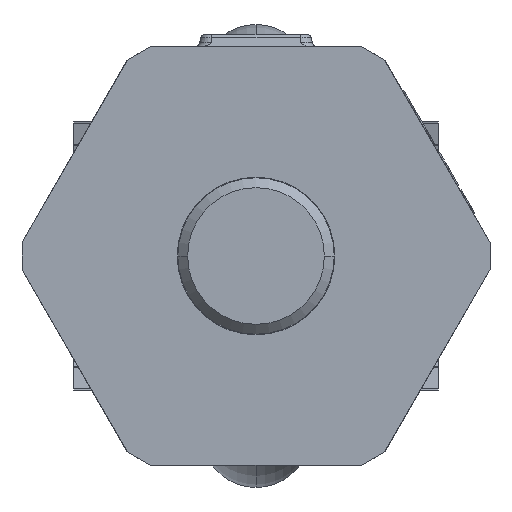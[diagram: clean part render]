
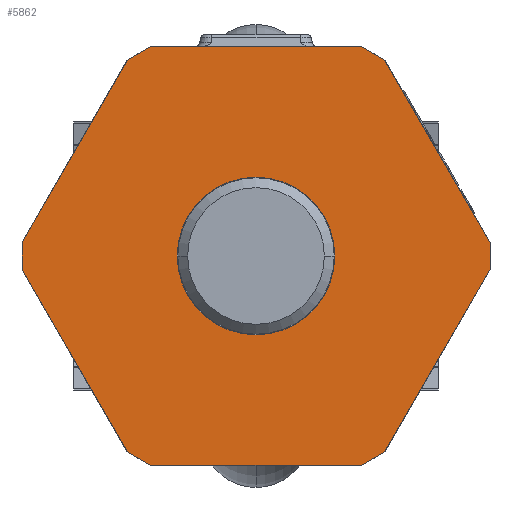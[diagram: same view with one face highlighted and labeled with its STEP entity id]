
A CAD part, front view. The second image highlights one B-rep face of the part: STEP entity #5862.
In plain terms, the highlighted face is planar.
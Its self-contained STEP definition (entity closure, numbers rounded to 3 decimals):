
#1=DIRECTION('',(0.,-1.,0.));
#2=VECTOR('',#1,5.455);
#3=CARTESIAN_POINT('',(-47.5,2.728,0.));
#4=LINE('',#3,#2);
#5=DIRECTION('',(0.5,-0.866,0.));
#6=VECTOR('',#5,42.776);
#7=CARTESIAN_POINT('',(-47.5,-2.728,0.));
#8=LINE('',#7,#6);
#9=DIRECTION('',(0.866,-0.5,0.));
#10=VECTOR('',#9,5.455);
#11=CARTESIAN_POINT('',(-26.112,-39.772,0.));
#12=LINE('',#11,#10);
#13=DIRECTION('',(1.,0.,0.));
#14=VECTOR('',#13,42.776);
#15=CARTESIAN_POINT('',(-21.388,-42.5,0.));
#16=LINE('',#15,#14);
#17=DIRECTION('',(0.866,0.5,0.));
#18=VECTOR('',#17,5.455);
#19=CARTESIAN_POINT('',(21.388,-42.5,0.));
#20=LINE('',#19,#18);
#21=DIRECTION('',(0.5,0.866,0.));
#22=VECTOR('',#21,42.776);
#23=CARTESIAN_POINT('',(26.112,-39.772,0.));
#24=LINE('',#23,#22);
#25=DIRECTION('',(0.,1.,0.));
#26=VECTOR('',#25,5.455);
#27=CARTESIAN_POINT('',(47.5,-2.728,0.));
#28=LINE('',#27,#26);
#29=DIRECTION('',(-0.5,0.866,0.));
#30=VECTOR('',#29,42.776);
#31=CARTESIAN_POINT('',(47.5,2.728,0.));
#32=LINE('',#31,#30);
#33=DIRECTION('',(-0.866,0.5,0.));
#34=VECTOR('',#33,5.455);
#35=CARTESIAN_POINT('',(26.112,39.772,0.));
#36=LINE('',#35,#34);
#37=DIRECTION('',(-1.,0.,0.));
#38=VECTOR('',#37,42.776);
#39=CARTESIAN_POINT('',(21.388,42.5,0.));
#40=LINE('',#39,#38);
#41=DIRECTION('',(-0.866,-0.5,0.));
#42=VECTOR('',#41,5.455);
#43=CARTESIAN_POINT('',(-21.388,42.5,0.));
#44=LINE('',#43,#42);
#45=DIRECTION('',(-0.5,-0.866,0.));
#46=VECTOR('',#45,42.776);
#47=CARTESIAN_POINT('',(-26.112,39.772,0.));
#48=LINE('',#47,#46);
#49=CARTESIAN_POINT('',(0.,0.,0.));
#50=DIRECTION('',(0.,0.,1.));
#51=DIRECTION('',(0.,1.,0.));
#52=AXIS2_PLACEMENT_3D('',#49,#50,#51);
#54=CARTESIAN_POINT('',(0.,0.,0.));
#55=DIRECTION('',(0.,0.,1.));
#56=DIRECTION('',(0.,-1.,0.));
#57=AXIS2_PLACEMENT_3D('',#54,#55,#56);
#4443=CARTESIAN_POINT('',(-47.5,2.728,0.));
#4444=CARTESIAN_POINT('',(-47.5,-2.728,0.));
#4445=VERTEX_POINT('',#4443);
#4446=VERTEX_POINT('',#4444);
#4447=CARTESIAN_POINT('',(47.5,-2.728,0.));
#4448=CARTESIAN_POINT('',(47.5,2.728,0.));
#4449=VERTEX_POINT('',#4447);
#4450=VERTEX_POINT('',#4448);
#4451=CARTESIAN_POINT('',(26.112,39.772,0.));
#4452=CARTESIAN_POINT('',(21.388,42.5,0.));
#4453=VERTEX_POINT('',#4451);
#4454=VERTEX_POINT('',#4452);
#4455=CARTESIAN_POINT('',(-26.112,-39.772,0.));
#4456=CARTESIAN_POINT('',(-21.388,-42.5,0.));
#4457=VERTEX_POINT('',#4455);
#4458=VERTEX_POINT('',#4456);
#4459=CARTESIAN_POINT('',(21.388,-42.5,0.));
#4460=CARTESIAN_POINT('',(26.112,-39.772,0.));
#4461=VERTEX_POINT('',#4459);
#4462=VERTEX_POINT('',#4460);
#4463=CARTESIAN_POINT('',(-21.388,42.5,0.));
#4464=CARTESIAN_POINT('',(-26.112,39.772,0.));
#4465=VERTEX_POINT('',#4463);
#4466=VERTEX_POINT('',#4464);
#4491=CARTESIAN_POINT('',(0.,16.,0.));
#4492=CARTESIAN_POINT('',(0.,-16.,0.));
#4493=VERTEX_POINT('',#4491);
#4494=VERTEX_POINT('',#4492);
#5825=CARTESIAN_POINT('',(0.,0.,0.));
#5826=DIRECTION('',(0.,0.,1.));
#5827=DIRECTION('',(1.,0.,0.));
#5828=AXIS2_PLACEMENT_3D('',#5825,#5826,#5827);
#5829=PLANE('',#5828);
#5831=ORIENTED_EDGE('',*,*,#5830,.T.);
#5833=ORIENTED_EDGE('',*,*,#5832,.T.);
#5835=ORIENTED_EDGE('',*,*,#5834,.T.);
#5837=ORIENTED_EDGE('',*,*,#5836,.T.);
#5839=ORIENTED_EDGE('',*,*,#5838,.T.);
#5841=ORIENTED_EDGE('',*,*,#5840,.T.);
#5843=ORIENTED_EDGE('',*,*,#5842,.T.);
#5845=ORIENTED_EDGE('',*,*,#5844,.T.);
#5847=ORIENTED_EDGE('',*,*,#5846,.T.);
#5849=ORIENTED_EDGE('',*,*,#5848,.T.);
#5851=ORIENTED_EDGE('',*,*,#5850,.T.);
#5853=ORIENTED_EDGE('',*,*,#5852,.T.);
#5854=EDGE_LOOP('',(#5831,#5833,#5835,#5837,#5839,#5841,#5843,#5845,#5847,#5849,
#5851,#5853));
#5855=FACE_OUTER_BOUND('',#5854,.F.);
#5857=ORIENTED_EDGE('',*,*,#5856,.F.);
#5859=ORIENTED_EDGE('',*,*,#5858,.F.);
#5860=EDGE_LOOP('',(#5857,#5859));
#5861=FACE_BOUND('',#5860,.F.);
#5862=ADVANCED_FACE('',(#5855,#5861),#5829,.F.);
#53=CIRCLE('',#52,16.);
#58=CIRCLE('',#57,16.);
#5830=EDGE_CURVE('',#4445,#4446,#4,.T.);
#5832=EDGE_CURVE('',#4446,#4457,#8,.T.);
#5834=EDGE_CURVE('',#4457,#4458,#12,.T.);
#5836=EDGE_CURVE('',#4458,#4461,#16,.T.);
#5838=EDGE_CURVE('',#4461,#4462,#20,.T.);
#5840=EDGE_CURVE('',#4462,#4449,#24,.T.);
#5842=EDGE_CURVE('',#4449,#4450,#28,.T.);
#5844=EDGE_CURVE('',#4450,#4453,#32,.T.);
#5846=EDGE_CURVE('',#4453,#4454,#36,.T.);
#5848=EDGE_CURVE('',#4454,#4465,#40,.T.);
#5850=EDGE_CURVE('',#4465,#4466,#44,.T.);
#5852=EDGE_CURVE('',#4466,#4445,#48,.T.);
#5856=EDGE_CURVE('',#4493,#4494,#53,.T.);
#5858=EDGE_CURVE('',#4494,#4493,#58,.T.);
